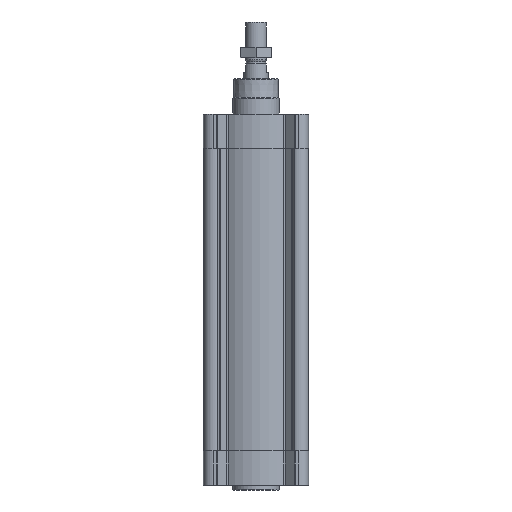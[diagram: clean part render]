
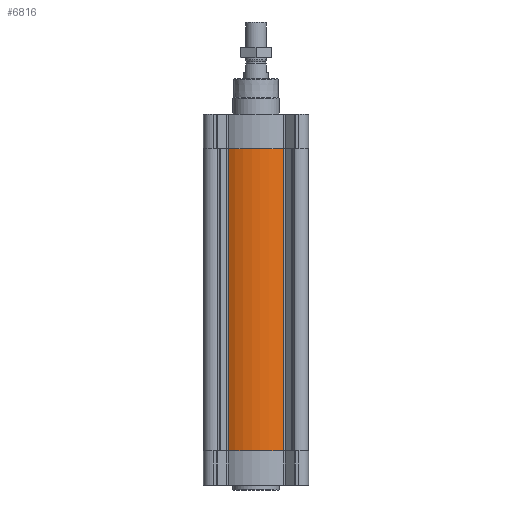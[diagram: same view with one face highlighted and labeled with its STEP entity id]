
A CAD part, front view. The second image highlights one B-rep face of the part: STEP entity #6816.
In plain terms, the highlighted cylindrical face has radius 66 mm (diameter 132 mm), a partial arc.
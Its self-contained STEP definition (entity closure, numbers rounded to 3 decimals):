
#301=LINE('',#11551,#774);
#302=LINE('',#11555,#775);
#774=VECTOR('',#8721,1000.);
#775=VECTOR('',#8726,1000.);
#1403=CIRCLE('',#7409,66.);
#1449=CIRCLE('',#7471,66.);
#2266=ORIENTED_EDGE('',*,*,#3976,.F.);
#2267=ORIENTED_EDGE('',*,*,#4072,.F.);
#2268=ORIENTED_EDGE('',*,*,#4073,.T.);
#2269=ORIENTED_EDGE('',*,*,#4074,.T.);
#3976=EDGE_CURVE('',#4896,#4897,#1403,.T.);
#4072=EDGE_CURVE('',#4972,#4896,#301,.T.);
#4073=EDGE_CURVE('',#4972,#4973,#1449,.T.);
#4074=EDGE_CURVE('',#4973,#4897,#302,.T.);
#4896=VERTEX_POINT('',#11363);
#4897=VERTEX_POINT('',#11365);
#4972=VERTEX_POINT('',#11550);
#4973=VERTEX_POINT('',#11554);
#5552=EDGE_LOOP('',(#2266,#2267,#2268,#2269));
#6119=FACE_BOUND('',#5552,.T.);
#6600=CYLINDRICAL_SURFACE('',#7470,66.);
#6816=ADVANCED_FACE('',(#6119),#6600,.T.);
#7409=AXIS2_PLACEMENT_3D('',#11364,#8549,#8550);
#7470=AXIS2_PLACEMENT_3D('',#11552,#8722,#8723);
#7471=AXIS2_PLACEMENT_3D('',#11553,#8724,#8725);
#8549=DIRECTION('',(0.,0.,1.));
#8550=DIRECTION('',(1.,0.,0.));
#8721=DIRECTION('',(0.,0.,1.));
#8722=DIRECTION('',(0.,0.,1.));
#8723=DIRECTION('',(1.,0.,0.));
#8724=DIRECTION('',(0.,0.,1.));
#8725=DIRECTION('',(1.,0.,0.));
#8726=DIRECTION('',(0.,0.,1.));
#11363=CARTESIAN_POINT('',(-36.184,-55.197,-44.7));
#11364=CARTESIAN_POINT('',(0.,0.,
-44.7));
#11365=CARTESIAN_POINT('',(36.184,-55.197,-44.7));
#11550=CARTESIAN_POINT('',(-36.184,-55.197,-435.3));
#11551=CARTESIAN_POINT('',(-36.184,-55.197,-435.3));
#11552=CARTESIAN_POINT('',(0.,0.,
-435.3));
#11553=CARTESIAN_POINT('',(0.,0.,
-435.3));
#11554=CARTESIAN_POINT('',(36.184,-55.197,-435.3));
#11555=CARTESIAN_POINT('',(36.184,-55.197,-435.3));
